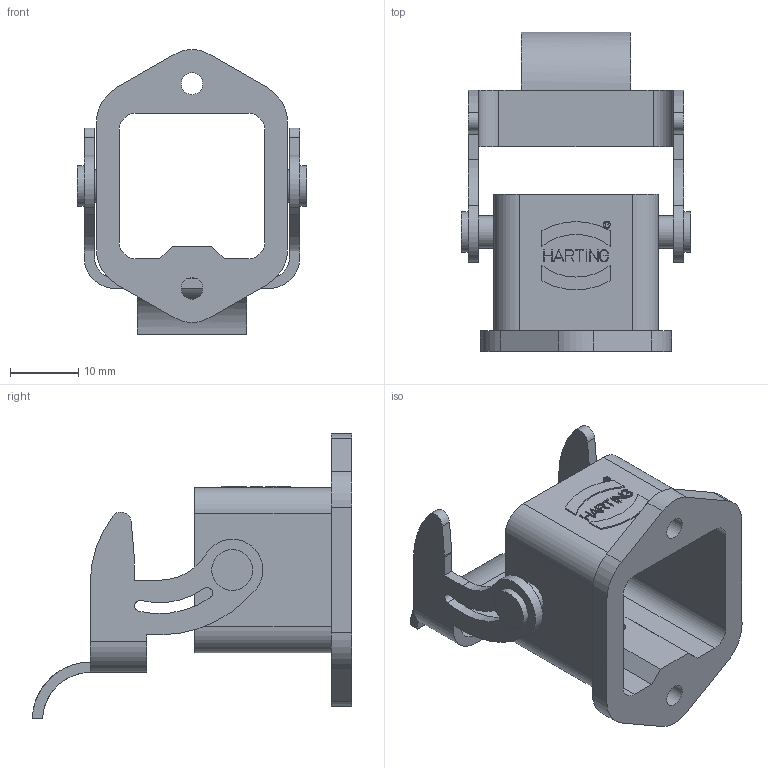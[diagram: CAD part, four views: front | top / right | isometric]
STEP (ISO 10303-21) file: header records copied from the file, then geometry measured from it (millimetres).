
FILE_DESCRIPTION(/* description */ (''),/* implementation_level */ '2;1');
FILE_NAME(/* name */ '100095130ugm000_b.stp',/* time_stamp */ '2017-10-05T10:27:15+02:00',/* author */ (''),/* organization */ (''),/* preprocessor_version */ 'ST-DEVELOPER v16',/* originating_system */ 'SIEMENS PLM Software NX 10.0',/* authorisation */ '');
FILE_SCHEMA (('AUTOMOTIVE_DESIGN { 1 0 10303 214 3 1 1 1 }'));
Length unit declared in the file: millimetre
Products named in the file (1): 100095130ugm000_b
Bounding box: 33.6 x 46.79 x 41.76 mm (x, y, z)
Volume: 5671.8 mm3; surface area: 7524 mm2
Topology: 1 solids, 1 shells, 201 faces, 532 edges, 355 vertices
Faces by surface type: plane 138, cylinder 61, cone 2
Full cylindrical faces by diameter (mm): 0.95 x1, 1.05 x1, 3 x1, 3.2 x2, 4.8 x2, 6 x2
Entity records: 6947 total; most frequent: CARTESIAN_POINT 1156, ORIENTED_EDGE 1044, DIRECTION 1025, EDGE_CURVE 522, LINE 381, VECTOR 381, VERTEX_POINT 353, AXIS2_PLACEMENT_3D 322
